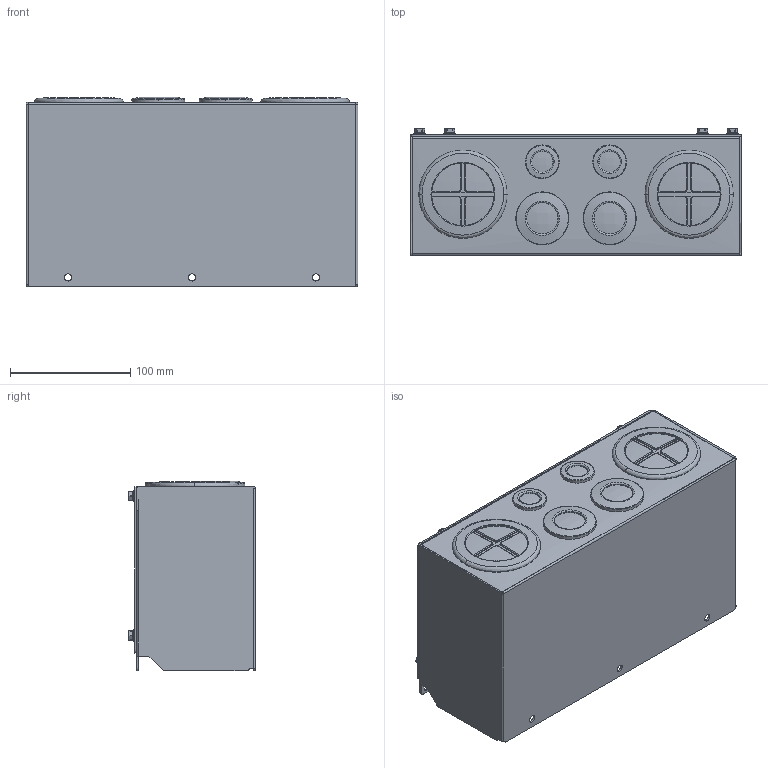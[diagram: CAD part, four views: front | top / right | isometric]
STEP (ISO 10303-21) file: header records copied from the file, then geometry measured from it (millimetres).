
FILE_DESCRIPTION (( 'STEP AP214' ), '1' );
FILE_NAME ('GS4-CBX-D0.STEP', '2017-05-24T19:22:14', ( '' ), ( '' ), 'SwSTEP 2.0', 'SolidWorks 2015', '' );
FILE_SCHEMA (( 'AUTOMOTIVE_DESIGN' ));
Length unit declared in the file: inch
Products named in the file (1): GS4-CBX-D0
Bounding box: 275.8 x 105.6 x 157.84 mm (x, y, z)
Surface area: 269113.2 mm2 (no closed solid volume)
Topology: 0 solids, 16 shells, 427 faces, 1321 edges, 900 vertices
Faces by surface type: cylinder 165, plane 157, bspline 101, cone 4
Entity records: 26362 total; most frequent: CARTESIAN_POINT 10033, ORIENTED_EDGE 2272, DIRECTION 1976, EDGE_CURVE 1321, VERTEX_POINT 900, AXIS2_PLACEMENT_3D 700, VECTOR 576, LINE 576
